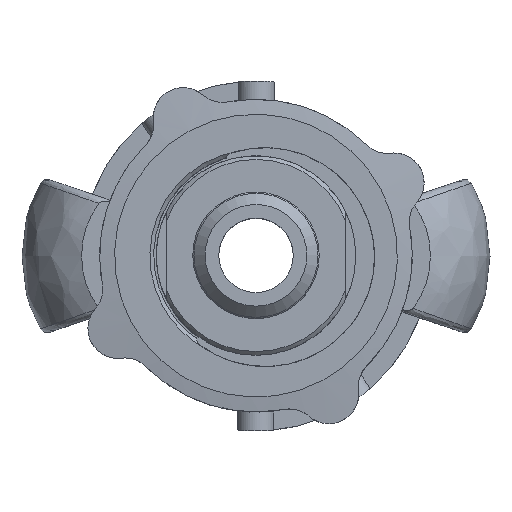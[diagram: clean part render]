
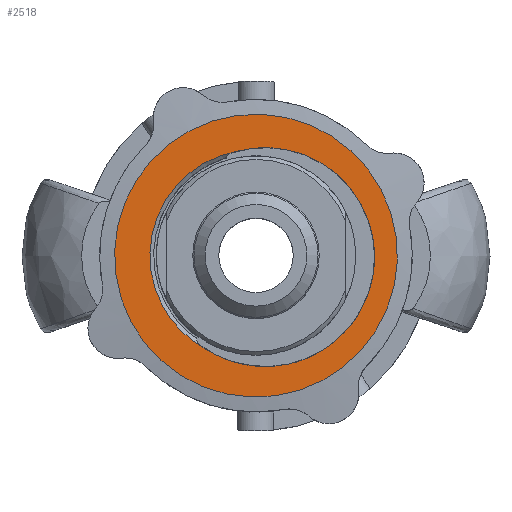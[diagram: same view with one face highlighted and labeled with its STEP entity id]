
A CAD part, top view. The second image highlights one B-rep face of the part: STEP entity #2518.
In plain terms, the highlighted planar face has unit normal (0, 0, 1).
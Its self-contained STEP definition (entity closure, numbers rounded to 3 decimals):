
#435=FACE_BOUND('',#632,.T.);
#490=FACE_OUTER_BOUND('',#631,.T.);
#631=EDGE_LOOP('',(#1786,#1787));
#632=EDGE_LOOP('',(#1788,#1789,#1790));
#748=CIRCLE('',#2644,14.25);
#751=CIRCLE('',#2647,14.25);
#752=CIRCLE('',#2649,19.);
#753=CIRCLE('',#2650,19.);
#800=CIRCLE('',#2733,14.7);
#920=VERTEX_POINT('',#3680);
#921=VERTEX_POINT('',#3681);
#922=VERTEX_POINT('',#3683);
#925=VERTEX_POINT('',#3692);
#926=VERTEX_POINT('',#3693);
#1184=EDGE_CURVE('',#921,#922,#748,.T.);
#1188=EDGE_CURVE('',#922,#920,#751,.T.);
#1189=EDGE_CURVE('',#925,#926,#752,.T.);
#1190=EDGE_CURVE('',#926,#925,#753,.T.);
#1299=EDGE_CURVE('',#921,#920,#800,.T.);
#1786=ORIENTED_EDGE('',*,*,#1189,.T.);
#1787=ORIENTED_EDGE('',*,*,#1190,.T.);
#1788=ORIENTED_EDGE('',*,*,#1299,.T.);
#1789=ORIENTED_EDGE('',*,*,#1188,.F.);
#1790=ORIENTED_EDGE('',*,*,#1184,.F.);
#2306=PLANE('',#2732);
#2518=ADVANCED_FACE('',(#490,#435),#2306,.T.);
#2644=AXIS2_PLACEMENT_3D('',#3684,#2961,#2962);
#2647=AXIS2_PLACEMENT_3D('',#3690,#2968,#2969);
#2649=AXIS2_PLACEMENT_3D('',#3694,#2972,#2973);
#2650=AXIS2_PLACEMENT_3D('',#3695,#2974,#2975);
#2732=AXIS2_PLACEMENT_3D('',#4141,#3168,#3169);
#2733=AXIS2_PLACEMENT_3D('',#4142,#3170,#3171);
#2961=DIRECTION('center_axis',(0.,0.,
1.));
#2962=DIRECTION('ref_axis',(0.885,0.466,0.));
#2968=DIRECTION('center_axis',(0.,0.,
1.));
#2969=DIRECTION('ref_axis',(0.885,0.466,0.));
#2972=DIRECTION('center_axis',(0.,0.,
1.));
#2973=DIRECTION('ref_axis',(0.885,0.466,0.));
#2974=DIRECTION('center_axis',(0.,0.,
1.));
#2975=DIRECTION('ref_axis',(0.885,0.466,0.));
#3168=DIRECTION('center_axis',(0.,0.,
1.));
#3169=DIRECTION('ref_axis',(-0.466,0.885,0.));
#3170=DIRECTION('center_axis',(0.,0.,
-1.));
#3171=DIRECTION('ref_axis',(-0.161,-0.987,0.));
#3680=CARTESIAN_POINT('',(-6.757,-12.546,-24.));
#3681=CARTESIAN_POINT('',(-2.426,14.042,-24.));
#3683=CARTESIAN_POINT('',(-12.606,-6.645,-24.));
#3684=CARTESIAN_POINT('Origin',(0.,0.,
-24.));
#3690=CARTESIAN_POINT('Origin',(0.,0.,
-24.));
#3692=CARTESIAN_POINT('',(16.807,8.861,-24.));
#3693=CARTESIAN_POINT('',(-16.807,-8.861,-24.));
#3694=CARTESIAN_POINT('Origin',(0.,0.,
-24.));
#3695=CARTESIAN_POINT('Origin',(0.,0.,
-24.));
#4141=CARTESIAN_POINT('Origin',(14.706,7.753,-24.));
#4142=CARTESIAN_POINT('Origin',(1.22,-0.199,-24.));
